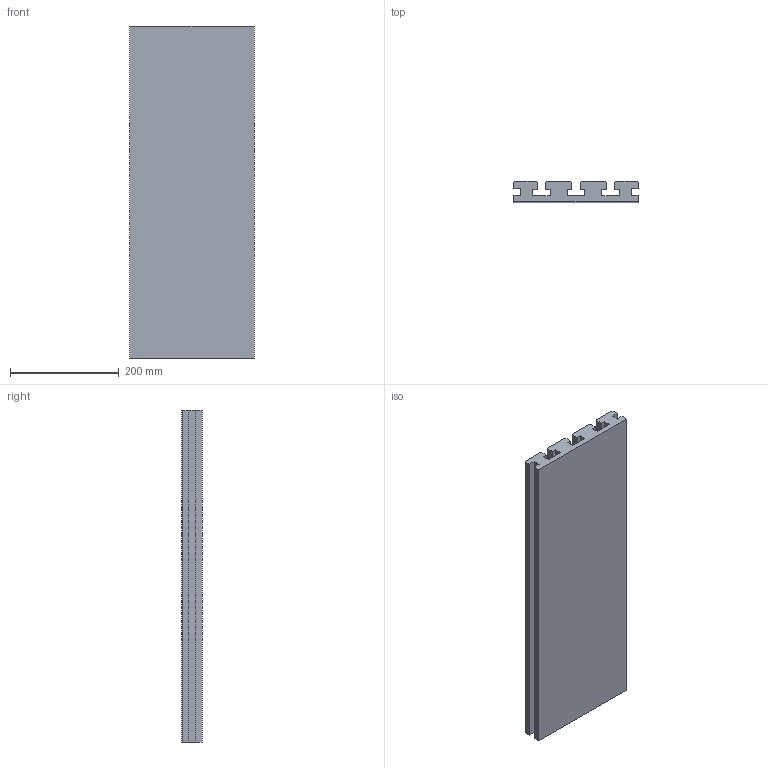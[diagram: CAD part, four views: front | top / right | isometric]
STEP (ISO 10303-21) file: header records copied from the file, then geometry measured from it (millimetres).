
FILE_DESCRIPTION (( 'STEP AP214' ), '1' );
FILE_NAME ('22924.STEP', '2020-01-28T13:53:02', ( 'Mike W' ), ( '' ), 'SwSTEP 2.0', 'SolidWorks 2018', '' );
FILE_SCHEMA (( 'AUTOMOTIVE_DESIGN' ));
Length unit declared in the file: inch
Products named in the file (1): 22924
Bounding box: 228.6 x 37.59 x 609.6 mm (x, y, z)
Volume: 3916170.7 mm3; surface area: 518965.9 mm2
Topology: 1 solids, 1 shells, 46 faces, 132 edges, 88 vertices
Faces by surface type: plane 46
Entity records: 1516 total; most frequent: CARTESIAN_POINT 267, ORIENTED_EDGE 264, DIRECTION 226, EDGE_CURVE 132, LINE 132, VECTOR 132, VERTEX_POINT 88, AXIS2_PLACEMENT_3D 47
